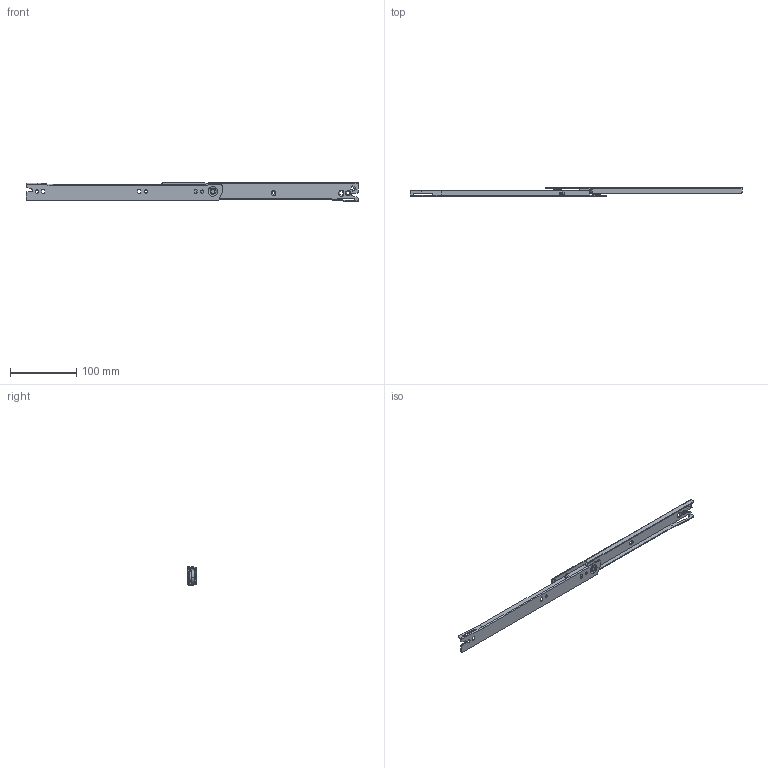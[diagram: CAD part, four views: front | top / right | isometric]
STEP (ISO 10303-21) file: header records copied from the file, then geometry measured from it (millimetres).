
FILE_DESCRIPTION((''),'2;1');
FILE_NAME('','2005-12-14T16:29:08',(''),(''),'','CADfix','');
FILE_SCHEMA(('AUTOMOTIVE_DESIGN'));
Length unit declared in the file: millimetre
Products named in the file (4): roller; member_B; member_A; TM_211_1_1015_36
Assembly tree (4 placements, depth 2):
  TM_211_1_1015_36
    roller  x2
    member_B
    member_A
Bounding box: 501 x 12.5 x 28.5 mm (x, y, z)
Volume: 32598.9 mm3; surface area: 42695.9 mm2
Topology: 4 solids, 4 shells, 177 faces, 569 edges, 402 vertices
Faces by surface type: bspline 177
Entity records: 6114 total; most frequent: CARTESIAN_POINT 3059, ORIENTED_EDGE 1078, EDGE_CURVE 539, VERTEX_POINT 378, QUASI_UNIFORM_CURVE 285, EDGE_LOOP 205, FACE_OUTER_BOUND 167, ADVANCED_FACE 167
